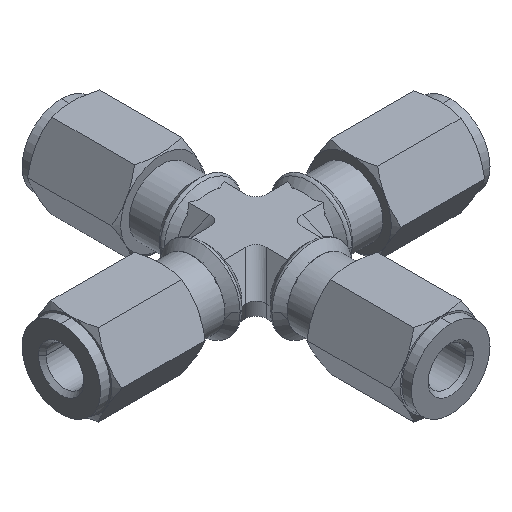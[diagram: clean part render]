
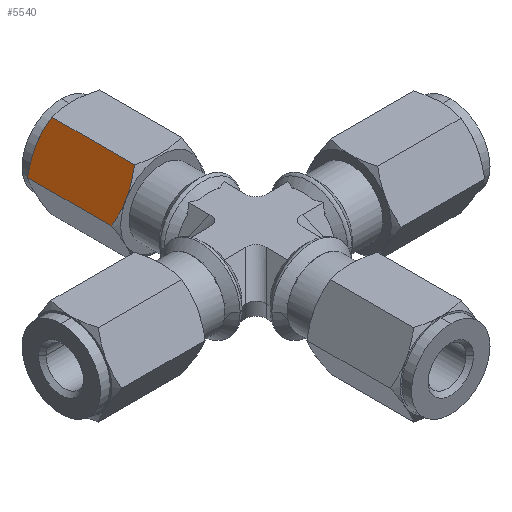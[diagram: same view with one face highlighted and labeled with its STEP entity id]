
A CAD part, isometric view. The second image highlights one B-rep face of the part: STEP entity #5540.
In plain terms, the highlighted planar face has unit normal (-0.866, 0, 0.5).
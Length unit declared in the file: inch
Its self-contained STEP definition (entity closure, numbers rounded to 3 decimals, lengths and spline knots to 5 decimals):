
#688=CARTESIAN_POINT('',(-0.15531,1.21841,0.281));
#689=CARTESIAN_POINT('',(-0.16271,1.22282,
0.26817));
#690=CARTESIAN_POINT('',(-0.17721,1.23058,
0.24306));
#691=CARTESIAN_POINT('',(-0.19768,1.23877,
0.2076));
#692=CARTESIAN_POINT('',(-0.21794,1.24385,
0.17252));
#693=CARTESIAN_POINT('',(-0.23143,1.245,
0.14916));
#694=CARTESIAN_POINT('',(-0.23816,1.245,0.1375));
#699=CARTESIAN_POINT('',(-0.15531,0.66159,0.281));
#700=CARTESIAN_POINT('',(-0.16271,0.65718,
0.26817));
#701=CARTESIAN_POINT('',(-0.17721,0.64942,
0.24306));
#702=CARTESIAN_POINT('',(-0.19768,0.64123,
0.2076));
#703=CARTESIAN_POINT('',(-0.21794,0.63615,
0.17252));
#704=CARTESIAN_POINT('',(-0.23143,0.635,
0.14916));
#705=CARTESIAN_POINT('',(-0.23816,0.635,0.1375));
#710=CARTESIAN_POINT('',(-0.23816,0.635,0.1375));
#711=CARTESIAN_POINT('',(-0.24438,0.635,
0.12671));
#712=CARTESIAN_POINT('',(-0.25686,0.63598,
0.10511));
#713=CARTESIAN_POINT('',(-0.2756,0.64034,
0.07265));
#714=CARTESIAN_POINT('',(-0.29444,0.64738,
0.04001));
#715=CARTESIAN_POINT('',(-0.3076,0.65397,
0.01722));
#716=CARTESIAN_POINT('',(-0.31429,0.65771,
0.00564));
#721=DIRECTION('',(0.,1.,0.));
#722=VECTOR('',#721,0.56458);
#723=CARTESIAN_POINT('',(-0.31429,0.65771,
0.00564));
#724=LINE('',#723,#722);
#728=CARTESIAN_POINT('',(-0.23816,1.245,0.1375));
#729=CARTESIAN_POINT('',(-0.24438,1.245,
0.12671));
#730=CARTESIAN_POINT('',(-0.25686,1.24402,
0.10511));
#731=CARTESIAN_POINT('',(-0.2756,1.23966,
0.07265));
#732=CARTESIAN_POINT('',(-0.29444,1.23262,
0.04001));
#733=CARTESIAN_POINT('',(-0.3076,1.22603,
0.01722));
#734=CARTESIAN_POINT('',(-0.31429,1.22229,
0.00564));
#1000=DIRECTION('',(0.,1.,0.));
#1001=VECTOR('',#1000,0.55681);
#1002=CARTESIAN_POINT('',(-0.15531,0.66159,0.281));
#1003=LINE('',#1002,#1001);
#4816=CARTESIAN_POINT('',(-0.23816,0.635,0.1375));
#4818=VERTEX_POINT('',#4816);
#4824=CARTESIAN_POINT('',(-0.23816,1.245,0.1375));
#4826=VERTEX_POINT('',#4824);
#4839=VERTEX_POINT('',#688);
#4840=VERTEX_POINT('',#734);
#4841=VERTEX_POINT('',#699);
#4842=VERTEX_POINT('',#716);
#5522=CARTESIAN_POINT('',(-0.31429,0.635,0.00564));
#5523=DIRECTION('',(-0.866,0.,0.5));
#5524=DIRECTION('',(0.5,0.,0.866));
#5525=AXIS2_PLACEMENT_3D('',#5522,#5523,#5524);
#5526=PLANE('',#5525);
#5528=ORIENTED_EDGE('',*,*,#5527,.F.);
#5530=ORIENTED_EDGE('',*,*,#5529,.F.);
#5531=ORIENTED_EDGE('',*,*,#5485,.T.);
#5533=ORIENTED_EDGE('',*,*,#5532,.T.);
#5535=ORIENTED_EDGE('',*,*,#5534,.T.);
#5537=ORIENTED_EDGE('',*,*,#5536,.F.);
#5538=EDGE_LOOP('',(#5528,#5530,#5531,#5533,#5535,#5537));
#5539=FACE_OUTER_BOUND('',#5538,.F.);
#5540=ADVANCED_FACE('',(#5539),#5526,.T.);
#695=B_SPLINE_CURVE_WITH_KNOTS('',3,(#688,#689,#690,#691,#692,#693,#694),
.UNSPECIFIED.,.F.,.F.,(4,1,1,1,4),(0.,0.25,0.5,0.75,1.),
.UNSPECIFIED.);
#706=B_SPLINE_CURVE_WITH_KNOTS('',3,(#699,#700,#701,#702,#703,#704,#705),
.UNSPECIFIED.,.F.,.F.,(4,1,1,1,4),(0.,0.25,0.5,0.75,1.),
.UNSPECIFIED.);
#717=B_SPLINE_CURVE_WITH_KNOTS('',3,(#710,#711,#712,#713,#714,#715,#716),
.UNSPECIFIED.,.F.,.F.,(4,1,1,1,4),(0.,0.25,0.5,0.75,1.),
.UNSPECIFIED.);
#735=B_SPLINE_CURVE_WITH_KNOTS('',3,(#728,#729,#730,#731,#732,#733,#734),
.UNSPECIFIED.,.F.,.F.,(4,1,1,1,4),(0.,0.25,0.5,0.75,1.),
.UNSPECIFIED.);
#5485=EDGE_CURVE('',#4841,#4818,#706,.T.);
#5527=EDGE_CURVE('',#4839,#4826,#695,.T.);
#5529=EDGE_CURVE('',#4841,#4839,#1003,.T.);
#5532=EDGE_CURVE('',#4818,#4842,#717,.T.);
#5534=EDGE_CURVE('',#4842,#4840,#724,.T.);
#5536=EDGE_CURVE('',#4826,#4840,#735,.T.);
